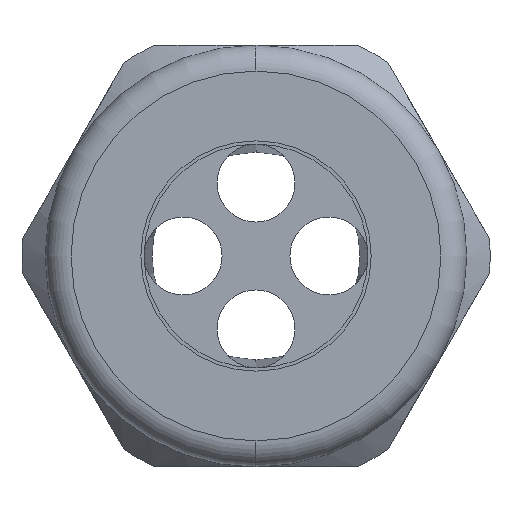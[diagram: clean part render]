
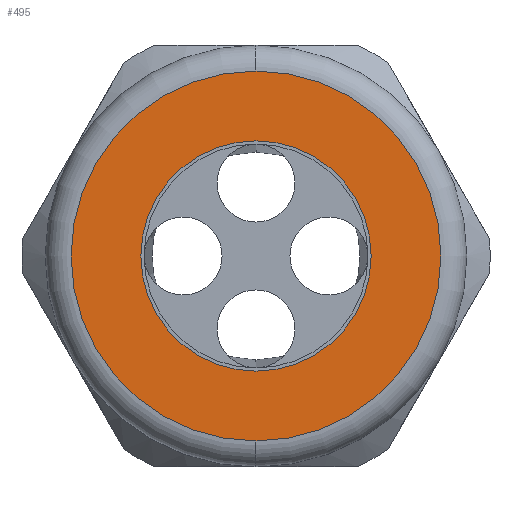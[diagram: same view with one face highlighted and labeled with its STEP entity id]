
A CAD part, left-side view. The second image highlights one B-rep face of the part: STEP entity #495.
In plain terms, the highlighted planar face has unit normal (-1, 0, 0).
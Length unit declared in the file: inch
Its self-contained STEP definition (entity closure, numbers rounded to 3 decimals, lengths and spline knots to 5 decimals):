
#495 = ADVANCED_FACE ( 'NONE', ( #2123, #2122 ), #2121, .T. ) ;
#496 = EDGE_LOOP ( 'NONE', ( #497, #498 ) ) ;
#497 = ORIENTED_EDGE ( 'NONE', *, *, #5641, .T. ) ;
#498 = ORIENTED_EDGE ( 'NONE', *, *, #499, .T. ) ;
#499 = EDGE_CURVE ( 'NONE', #5666, #5642, #2116, .T. ) ;
#500 = EDGE_LOOP ( 'NONE', ( #501, #503 ) ) ;
#501 = ORIENTED_EDGE ( 'NONE', *, *, #502, .T. ) ;
#502 = EDGE_CURVE ( 'NONE', #5696, #5695, #2111, .T. ) ;
#503 = ORIENTED_EDGE ( 'NONE', *, *, #5694, .T. ) ;
#2110 = AXIS2_PLACEMENT_3D ( 'NONE', #2172, #2171, #2170 ) ;
#2111 = CIRCLE ( 'NONE', #2110, 0.355 ) ;
#2112 = DIRECTION ( 'NONE',  ( 0., 0., 1. ) ) ;
#2113 = DIRECTION ( 'NONE',  ( -1., 0., 0. ) ) ;
#2114 = CARTESIAN_POINT ( 'NONE',  ( -1.53, 0., 0. ) ) ;
#2115 = AXIS2_PLACEMENT_3D ( 'NONE', #2114, #2113, #2112 ) ;
#2116 = CIRCLE ( 'NONE', #2115, 0.57 ) ;
#2117 = DIRECTION ( 'NONE',  ( 0., 0., 1. ) ) ;
#2118 = DIRECTION ( 'NONE',  ( -1., 0., 0. ) ) ;
#2119 = CARTESIAN_POINT ( 'NONE',  ( -1.53, 0.65, 0. ) ) ;
#2120 = AXIS2_PLACEMENT_3D ( 'NONE', #2119, #2118, #2117 ) ;
#2121 = PLANE ( 'NONE',  #2120 ) ;
#2122 = FACE_BOUND ( 'NONE', #500, .T. ) ;
#2123 = FACE_OUTER_BOUND ( 'NONE', #496, .T. ) ;
#2170 = DIRECTION ( 'NONE',  ( 0., 0., -1. ) ) ;
#2171 = DIRECTION ( 'NONE',  ( 1., 0., 0. ) ) ;
#2172 = CARTESIAN_POINT ( 'NONE',  ( -1.53, 0., 0. ) ) ;
#4452 = CARTESIAN_POINT ( 'NONE',  ( -1.53, 0., 0.57 ) ) ;
#4509 = DIRECTION ( 'NONE',  ( 0., 0., 1. ) ) ;
#4510 = DIRECTION ( 'NONE',  ( -1., 0., 0. ) ) ;
#4511 = CARTESIAN_POINT ( 'NONE',  ( -1.53, 0., 0. ) ) ;
#4512 = AXIS2_PLACEMENT_3D ( 'NONE', #4511, #4510, #4509 ) ;
#4513 = CIRCLE ( 'NONE', #4512, 0.57 ) ;
#4520 = CARTESIAN_POINT ( 'NONE',  ( -1.53, 0., -0.57 ) ) ;
#4590 = CARTESIAN_POINT ( 'NONE',  ( -1.53, 0., -0.355 ) ) ;
#4591 = CARTESIAN_POINT ( 'NONE',  ( -1.53, 0., 0.355 ) ) ;
#4592 = DIRECTION ( 'NONE',  ( 0., 0., -1. ) ) ;
#4593 = DIRECTION ( 'NONE',  ( 1., 0., 0. ) ) ;
#4594 = AXIS2_PLACEMENT_3D ( 'NONE', #4600, #4593, #4592 ) ;
#4595 = CIRCLE ( 'NONE', #4594, 0.355 ) ;
#4600 = CARTESIAN_POINT ( 'NONE',  ( -1.53, 0., 0. ) ) ;
#5641 = EDGE_CURVE ( 'NONE', #5642, #5666, #4513, .T. ) ;
#5642 = VERTEX_POINT ( 'NONE', #4452 ) ;
#5666 = VERTEX_POINT ( 'NONE', #4520 ) ;
#5694 = EDGE_CURVE ( 'NONE', #5695, #5696, #4595, .T. ) ;
#5695 = VERTEX_POINT ( 'NONE', #4591 ) ;
#5696 = VERTEX_POINT ( 'NONE', #4590 ) ;
